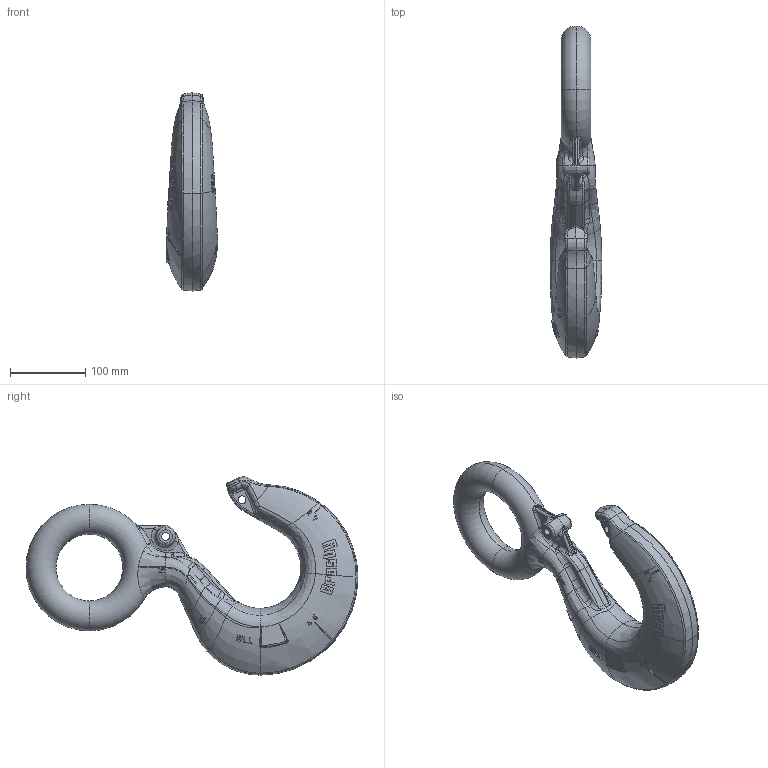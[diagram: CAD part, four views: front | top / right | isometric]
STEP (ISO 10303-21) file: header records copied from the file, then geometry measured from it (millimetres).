
FILE_DESCRIPTION((''),'2;1');
FILE_NAME('CROSBY_320N_HK_ID_N','2007-06-06T',('ADoughty'),('The Crosby Group, Inc.'),'PRO/ENGINEER BY PARAMETRIC TECHNOLOGY CORPORATION, 2006080','PRO/ENGINEER BY PARAMETRIC TECHNOLOGY CORPORATION, 2006080','');
FILE_SCHEMA(('CONFIG_CONTROL_DESIGN'));
Length unit declared in the file: inch
Products named in the file (1): CROSBY_320N_HK_ID_N
Bounding box: 68.33 x 441.46 x 263.62 mm (x, y, z)
Volume: 2107885.5 mm3; surface area: 160210.5 mm2
Topology: 1 solids, 1 shells, 526 faces, 1296 edges, 791 vertices
Faces by surface type: bspline 254, plane 162, cylinder 38, extrusion 36, cone 18, torus 16, sphere 2
Entity records: 27749 total; most frequent: CARTESIAN_POINT 17851, ORIENTED_EDGE 2588, EDGE_CURVE 1294, DIRECTION 1121, B_SPLINE_CURVE_WITH_KNOTS 896, VERTEX_POINT 791, EDGE_LOOP 553, FACE_OUTER_BOUND 526
